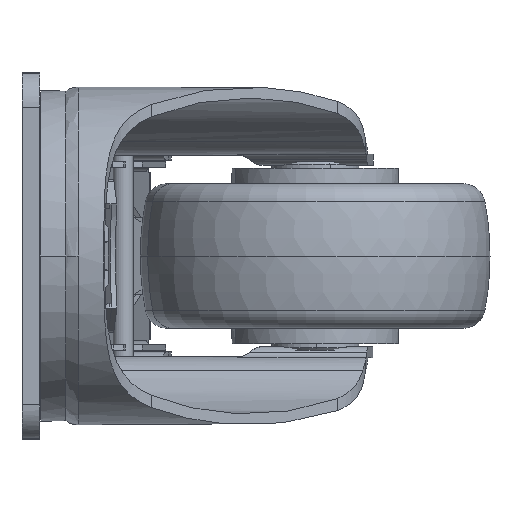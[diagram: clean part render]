
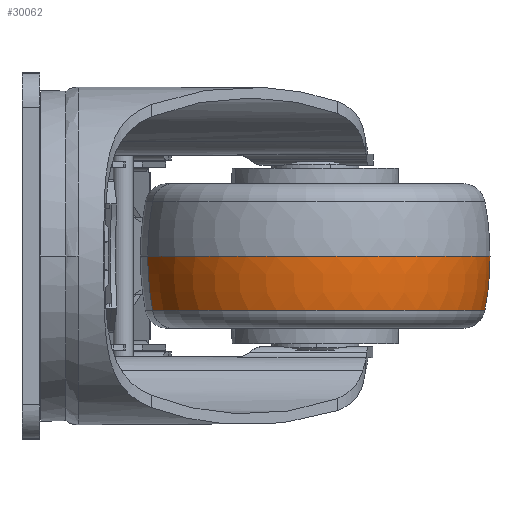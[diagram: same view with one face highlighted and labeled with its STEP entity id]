
A CAD part, left-side view. The second image highlights one B-rep face of the part: STEP entity #30062.
In plain terms, the highlighted toroidal (fillet/blend) face has major radius 34.996 mm and minor radius 75 mm.
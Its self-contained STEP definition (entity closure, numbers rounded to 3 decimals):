
#1413 = CARTESIAN_POINT ( 'NONE',  ( 30.429, -28.71, 0. ) ) ;
#3069 = CIRCLE ( 'NONE', #38677, 75. ) ;
#4992 = VERTEX_POINT ( 'NONE', #21290 ) ;
#5667 = AXIS2_PLACEMENT_3D ( 'NONE', #35727, #11896, #24190 ) ;
#6148 = EDGE_CURVE ( 'NONE', #6465, #22118, #3069, .T. ) ;
#6465 = VERTEX_POINT ( 'NONE', #23031 ) ;
#6779 = DIRECTION ( 'NONE',  ( -0.957, -0.289, 0. ) ) ;
#6942 = DIRECTION ( 'NONE',  ( 0.289, -0.957, 0. ) ) ;
#7684 = ORIENTED_EDGE ( 'NONE', *, *, #27997, .T. ) ;
#11237 = ORIENTED_EDGE ( 'NONE', *, *, #47721, .T. ) ;
#11885 = DIRECTION ( 'NONE',  ( 0., 0., 1. ) ) ;
#11896 = DIRECTION ( 'NONE',  ( 0., 0., 1. ) ) ;
#14593 = EDGE_CURVE ( 'NONE', #22118, #4992, #23842, .T. ) ;
#15596 = EDGE_LOOP ( 'NONE', ( #7684, #11237, #38848, #47890 ) ) ;
#15910 = CIRCLE ( 'NONE', #5667, 38.846 ) ;
#16232 = CARTESIAN_POINT ( 'NONE',  ( 52.124, -100.5, 0.757 ) ) ;
#16664 = DIRECTION ( 'NONE',  ( -0.289, 0.957, 0. ) ) ;
#17805 = AXIS2_PLACEMENT_3D ( 'NONE', #30413, #6779, #6942 ) ;
#17871 = AXIS2_PLACEMENT_3D ( 'NONE', #44608, #44774, #16664 ) ;
#18298 = TOROIDAL_SURFACE ( 'NONE', #17871, -34.996, 75. ) ;
#20029 = AXIS2_PLACEMENT_3D ( 'NONE', #31435, #11885, #35391 ) ;
#20577 = CIRCLE ( 'NONE', #17805, 75. ) ;
#21290 = CARTESIAN_POINT ( 'NONE',  ( 53.571, -105.29, 0. ) ) ;
#22118 = VERTEX_POINT ( 'NONE', #1413 ) ;
#22560 = FACE_OUTER_BOUND ( 'NONE', #15596, .T. ) ;
#23031 = CARTESIAN_POINT ( 'NONE',  ( 30.762, -29.815, -12.371 ) ) ;
#23842 = CIRCLE ( 'NONE', #20029, 40. ) ;
#24089 = DIRECTION ( 'NONE',  ( -0.289, 0.957, 0. ) ) ;
#24190 = DIRECTION ( 'NONE',  ( -0.289, 0.957, 0. ) ) ;
#27997 = EDGE_CURVE ( 'NONE', #6465, #41339, #15910, .T. ) ;
#30062 = ADVANCED_FACE ( 'NONE', ( #22560 ), #18298, .T. ) ;
#30413 = CARTESIAN_POINT ( 'NONE',  ( 31.876, -33.5, 0.757 ) ) ;
#31435 = CARTESIAN_POINT ( 'NONE',  ( 42., -67., 0. ) ) ;
#32412 = CARTESIAN_POINT ( 'NONE',  ( 53.238, -104.185, -12.371 ) ) ;
#35391 = DIRECTION ( 'NONE',  ( -0.289, 0.957, 0. ) ) ;
#35727 = CARTESIAN_POINT ( 'NONE',  ( 42., -67., -12.371 ) ) ;
#38677 = AXIS2_PLACEMENT_3D ( 'NONE', #16232, #43835, #24089 ) ;
#38848 = ORIENTED_EDGE ( 'NONE', *, *, #14593, .F. ) ;
#41339 = VERTEX_POINT ( 'NONE', #32412 ) ;
#43835 = DIRECTION ( 'NONE',  ( 0.957, 0.289, 0. ) ) ;
#44608 = CARTESIAN_POINT ( 'NONE',  ( 42., -67., 0.757 ) ) ;
#44774 = DIRECTION ( 'NONE',  ( 0., 0., 1. ) ) ;
#47721 = EDGE_CURVE ( 'NONE', #41339, #4992, #20577, .T. ) ;
#47890 = ORIENTED_EDGE ( 'NONE', *, *, #6148, .F. ) ;
